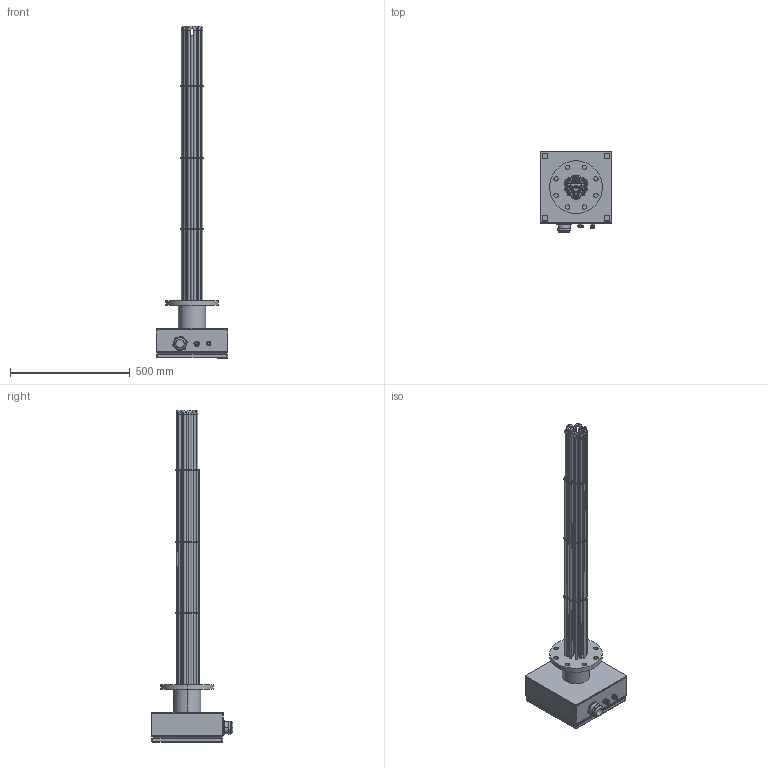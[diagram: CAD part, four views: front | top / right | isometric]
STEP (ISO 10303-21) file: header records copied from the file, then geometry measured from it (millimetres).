
FILE_DESCRIPTION (( 'STEP AP214' ), '1' );
FILE_NAME ('180011 - SSFHK 45 kW DN100 ET 1150 STEP.STEP', '2021-06-08T09:39:34', ( '' ), ( '' ), 'SwSTEP 2.0', 'SolidWorks 2021', '' );
FILE_SCHEMA (( 'AUTOMOTIVE_DESIGN' ));
Length unit declared in the file: millimetre
Products named in the file (21): KV M50 WT MS^Kabelverschraubung_SSFHK; DECKEL 300^AK 300x300x120_Anschlusskasten_SSFHK; AK 300x300x120^Anschlusskasten_SSFHK; Anschlusskastenplatte^SSFHK_300; Fühlerschutzrohre^SSFHK_DN100 - 1150 mm; Messingbrücken^SSFHK_TYP C - DN100 - 9 RHK; Kabelverschraubung^SSFHK_M50+M20+M16; Distanzscheiben^SSFHK_DN100 - 9 RHK; BODY 300^AK 300x300x120_Anschlusskasten_SSFHK; RHK^Rohrheizkörper_SSFHK_ET 1150; KV M16 WT MS^Kabelverschraubung_SSFHK; Flansch^SSFHK_DN100 - 9 RHK; FSR STB^Fühlerschutzrohre_SSFHK; VM^SSFHK_DN100 - 9 RHK - 1150mm; WB 10er^Fühlerschutzrohre_SSFHK; Kühlstrecke^SSFHK_DN100; STB TF^Fühlerschutzrohre_SSFHK_1150 mm; Anschlusskasten^SSFHK_300x300x120; Rohrheizkörper^SSFHK_DN100 - 9 RHK - 1150 mm; KV M20 WT MS^Kabelverschraubung_SSFHK; 180011 - SSFHK 45 kW DN100 ET 1150 STEP
Assembly tree (30 placements, depth 4):
  180011 - SSFHK 45 kW DN100 ET 1150 STEP
    Flansch^SSFHK_DN100 - 9 RHK
    Rohrheizkörper^SSFHK_DN100 - 9 RHK - 1150 mm
      RHK^Rohrheizkörper_SSFHK_ET 1150  x9
    Distanzscheiben^SSFHK_DN100 - 9 RHK  x3
    Kühlstrecke^SSFHK_DN100
    Anschlusskastenplatte^SSFHK_300
    Fühlerschutzrohre^SSFHK_DN100 - 1150 mm
      FSR STB^Fühlerschutzrohre_SSFHK
      STB TF^Fühlerschutzrohre_SSFHK_1150 mm
      WB 10er^Fühlerschutzrohre_SSFHK
    Anschlusskasten^SSFHK_300x300x120
      AK 300x300x120^Anschlusskasten_SSFHK
        BODY 300^AK 300x300x120_Anschlusskasten_SSFHK
        DECKEL 300^AK 300x300x120_Anschlusskasten_SSFHK
    Kabelverschraubung^SSFHK_M50+M20+M16
      KV M16 WT MS^Kabelverschraubung_SSFHK
      KV M20 WT MS^Kabelverschraubung_SSFHK
      KV M50 WT MS^Kabelverschraubung_SSFHK
    Messingbrücken^SSFHK_TYP C - DN100 - 9 RHK
    VM^SSFHK_DN100 - 9 RHK - 1150mm
Bounding box: 300 x 340.48 x 1388 mm (x, y, z)
Volume: 2398251.2 mm3; surface area: 2373930.4 mm2
Topology: 32 solids, 32 shells, 2228 faces, 6202 edges, 4064 vertices
Faces by surface type: cylinder 1558, plane 518, torus 132, cone 16, bspline 4
Entity records: 39133 total; most frequent: CARTESIAN_POINT 7334, DIRECTION 6814, ORIENTED_EDGE 6236, EDGE_CURVE 3118, AXIS2_PLACEMENT_3D 2676, VERTEX_POINT 2040, CIRCLE 1494, LINE 1462
